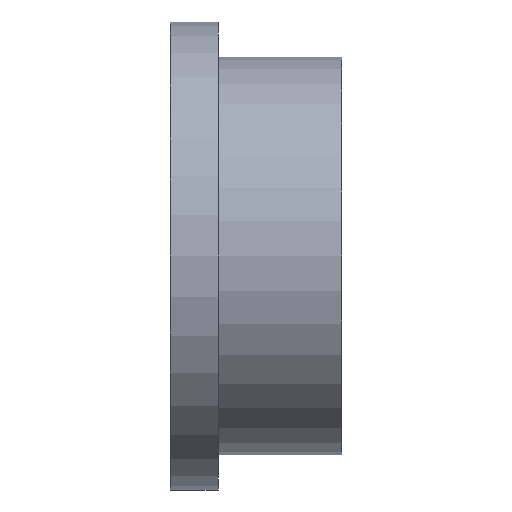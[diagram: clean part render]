
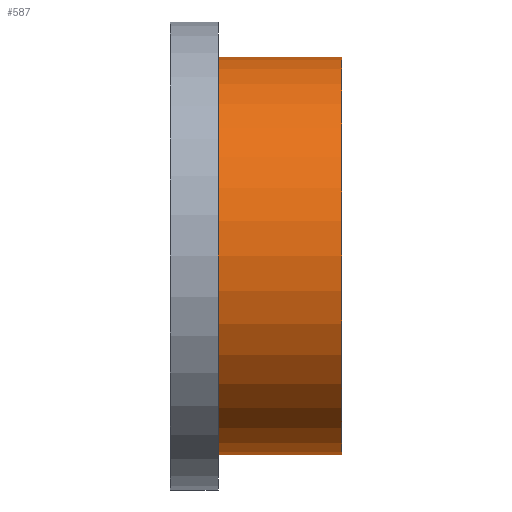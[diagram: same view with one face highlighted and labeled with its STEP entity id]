
A CAD part, left-side view. The second image highlights one B-rep face of the part: STEP entity #587.
In plain terms, the highlighted cylindrical face has radius 3.175 mm (diameter 6.35 mm), a partial arc.
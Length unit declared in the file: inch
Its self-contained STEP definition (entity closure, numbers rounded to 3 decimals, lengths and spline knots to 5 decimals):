
#6 = ORIENTED_EDGE ( 'NONE', *, *, #189, .T. ) ;
#23 = ORIENTED_EDGE ( 'NONE', *, *, #219, .F. ) ;
#27 = CARTESIAN_POINT ( 'NONE',  ( 0., 0., 0.125 ) ) ;
#31 = CIRCLE ( 'NONE', #456, 0.125 ) ;
#39 = ORIENTED_EDGE ( 'NONE', *, *, #80, .T. ) ;
#46 = CIRCLE ( 'NONE', #464, 0.125 ) ;
#47 = CARTESIAN_POINT ( 'NONE',  ( 0., 0.0775, 0.125 ) ) ;
#64 = EDGE_CURVE ( 'NONE', #135, #107, #236, .T. ) ;
#65 = DIRECTION ( 'NONE',  ( 0., 0., -1. ) ) ;
#76 = VERTEX_POINT ( 'NONE', #644 ) ;
#80 = EDGE_CURVE ( 'NONE', #296, #76, #621, .T. ) ;
#84 = DIRECTION ( 'NONE',  ( 0., 1., 0. ) ) ;
#98 = CARTESIAN_POINT ( 'NONE',  ( 0., 0.0775, 0.125 ) ) ;
#104 = CARTESIAN_POINT ( 'NONE',  ( 0., 0.0775, 0. ) ) ;
#107 = VERTEX_POINT ( 'NONE', #27 ) ;
#118 = VECTOR ( 'NONE', #417, 39.37008 ) ;
#129 = DIRECTION ( 'NONE',  ( 0., 1., 0. ) ) ;
#135 = VERTEX_POINT ( 'NONE', #47 ) ;
#189 = EDGE_CURVE ( 'NONE', #76, #107, #46, .T. ) ;
#219 = EDGE_CURVE ( 'NONE', #296, #135, #31, .T. ) ;
#236 = LINE ( 'NONE', #98, #118 ) ;
#242 = FACE_OUTER_BOUND ( 'NONE', #390, .T. ) ;
#254 = AXIS2_PLACEMENT_3D ( 'NONE', #104, #479, #65 ) ;
#296 = VERTEX_POINT ( 'NONE', #405 ) ;
#309 = CARTESIAN_POINT ( 'NONE',  ( 0., 0.0775, -0.125 ) ) ;
#369 = CYLINDRICAL_SURFACE ( 'NONE', #254, 0.125 ) ;
#390 = EDGE_LOOP ( 'NONE', ( #515, #23, #39, #6 ) ) ;
#395 = CARTESIAN_POINT ( 'NONE',  ( 0., 0.0775, 0. ) ) ;
#400 = DIRECTION ( 'NONE',  ( 0., 0., 1. ) ) ;
#405 = CARTESIAN_POINT ( 'NONE',  ( 0., 0.0775, -0.125 ) ) ;
#417 = DIRECTION ( 'NONE',  ( 0., -1., 0. ) ) ;
#453 = CARTESIAN_POINT ( 'NONE',  ( 0., 0., 0. ) ) ;
#456 = AXIS2_PLACEMENT_3D ( 'NONE', #395, #84, #400 ) ;
#464 = AXIS2_PLACEMENT_3D ( 'NONE', #453, #129, #494 ) ;
#479 = DIRECTION ( 'NONE',  ( 0., -1., 0. ) ) ;
#489 = VECTOR ( 'NONE', #637, 39.37008 ) ;
#494 = DIRECTION ( 'NONE',  ( 0., 0., 1. ) ) ;
#515 = ORIENTED_EDGE ( 'NONE', *, *, #64, .F. ) ;
#587 = ADVANCED_FACE ( 'NONE', ( #242 ), #369, .T. ) ;
#621 = LINE ( 'NONE', #309, #489 ) ;
#637 = DIRECTION ( 'NONE',  ( 0., -1., 0. ) ) ;
#644 = CARTESIAN_POINT ( 'NONE',  ( 0., 0., -0.125 ) ) ;
